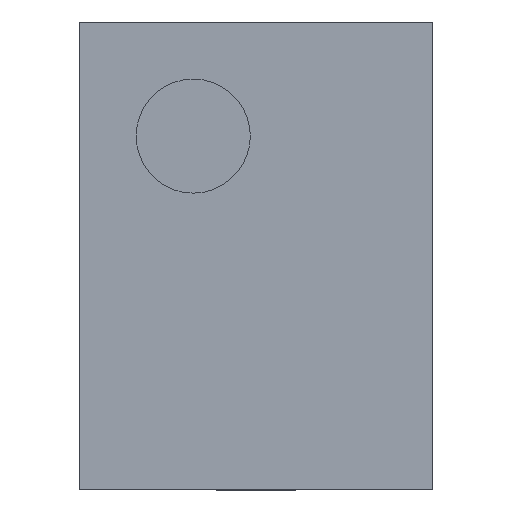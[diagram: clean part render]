
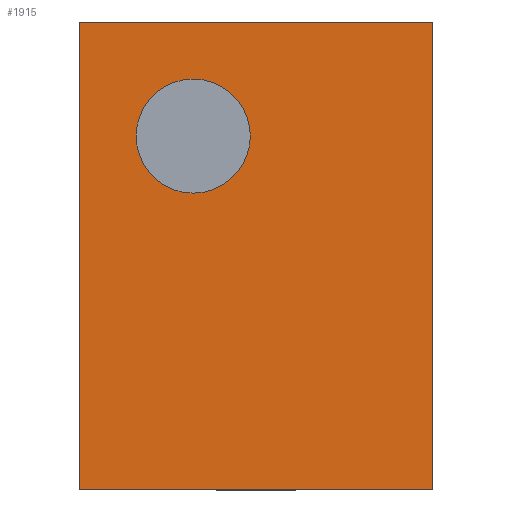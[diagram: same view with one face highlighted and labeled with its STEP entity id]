
A CAD part, top view. The second image highlights one B-rep face of the part: STEP entity #1915.
In plain terms, the highlighted planar face has unit normal (0, 0, 1).
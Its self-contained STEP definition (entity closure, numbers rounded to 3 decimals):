
#16=FACE_BOUND($,#245,.T.);
#18=CIRCLE($,#2046,0.25);
#134=FACE_OUTER_BOUND($,#244,.T.);
#244=EDGE_LOOP($,(#1671,#1672,#1673,#1674));
#245=EDGE_LOOP($,(#1675));
#473=LINE($,#3007,#728);
#480=LINE($,#3018,#735);
#491=LINE($,#3033,#746);
#492=LINE($,#3041,#747);
#728=VECTOR($,#2469,1.55);
#735=VECTOR($,#2478,2.05);
#746=VECTOR($,#2493,1.55);
#747=VECTOR($,#2504,2.05);
#916=VERTEX_POINT($,#3004);
#917=VERTEX_POINT($,#3006);
#920=VERTEX_POINT($,#3016);
#922=VERTEX_POINT($,#3031);
#924=VERTEX_POINT($,#3037);
#1155=EDGE_CURVE($,#917,#916,#473,.T.);
#1162=EDGE_CURVE($,#916,#920,#480,.T.);
#1173=EDGE_CURVE($,#920,#922,#491,.T.);
#1175=EDGE_CURVE($,#924,#924,#18,.T.);
#1176=EDGE_CURVE($,#922,#917,#492,.T.);
#1671=ORIENTED_EDGE($,*,*,#1162,.T.);
#1672=ORIENTED_EDGE($,*,*,#1173,.T.);
#1673=ORIENTED_EDGE($,*,*,#1176,.T.);
#1674=ORIENTED_EDGE($,*,*,#1155,.T.);
#1675=ORIENTED_EDGE($,*,*,#1175,.T.);
#1806=PLANE($,#2049);
#1915=ADVANCED_FACE($,(#134,#16),#1806,.T.);
#2046=AXIS2_PLACEMENT_3D($,#3038,#2498,#2499);
#2049=AXIS2_PLACEMENT_3D($,#3042,#2505,#2506);
#2469=DIRECTION($,(-1.,0.,0.));
#2478=DIRECTION($,(0.,-1.,0.));
#2493=DIRECTION($,(1.,0.,0.));
#2498=DIRECTION('center_axis',(0.,0.,-1.));
#2499=DIRECTION('ref_axis',(-1.,0.,0.));
#2504=DIRECTION($,(0.,1.,0.));
#2505=DIRECTION('center_axis',(0.,0.,1.));
#2506=DIRECTION('ref_axis',(1.,0.,0.));
#3004=CARTESIAN_POINT('',(-0.775,1.025,0.4));
#3006=CARTESIAN_POINT('',(0.775,1.025,0.4));
#3007=CARTESIAN_POINT($,(-0.775,1.025,0.4));
#3016=CARTESIAN_POINT('',(-0.775,-1.025,0.4));
#3018=CARTESIAN_POINT($,(-0.775,-1.025,0.4));
#3031=CARTESIAN_POINT('',(0.775,-1.025,0.4));
#3033=CARTESIAN_POINT($,(0.775,-1.025,0.4));
#3037=CARTESIAN_POINT('',(-0.025,0.525,0.4));
#3038=CARTESIAN_POINT('Origin',(-0.275,0.525,0.4));
#3041=CARTESIAN_POINT($,(0.775,1.025,0.4));
#3042=CARTESIAN_POINT('Origin',(0.,0.,0.4));
